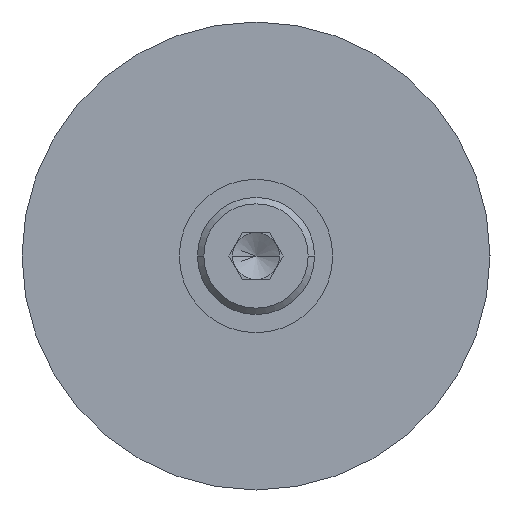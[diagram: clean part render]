
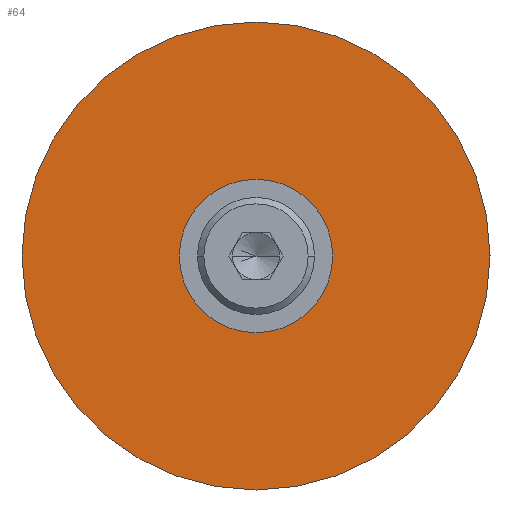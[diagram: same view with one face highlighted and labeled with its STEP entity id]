
A CAD part, left-side view. The second image highlights one B-rep face of the part: STEP entity #64.
In plain terms, the highlighted planar face has unit normal (-1, 0, 0).
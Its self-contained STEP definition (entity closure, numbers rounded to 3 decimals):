
#64=ADVANCED_FACE('',(#117,#118),#119,.T.);
#117=FACE_OUTER_BOUND('',#189,.T.);
#118=FACE_BOUND('',#190,.T.);
#119=PLANE('',#191);
#189=EDGE_LOOP('',(#353,#354));
#190=EDGE_LOOP('',(#355,#356));
#191=AXIS2_PLACEMENT_3D('',#357,#358,#359);
#353=ORIENTED_EDGE('',*,*,#488,.F.);
#354=ORIENTED_EDGE('',*,*,#515,.F.);
#355=ORIENTED_EDGE('',*,*,#493,.T.);
#356=ORIENTED_EDGE('',*,*,#513,.T.);
#357=CARTESIAN_POINT('',(-19.2,13.275,0.0));
#358=DIRECTION('',(-1.0,-0.0,0.0));
#359=DIRECTION('',(0.0,-1.0,-0.0));
#488=EDGE_CURVE('',#580,#582,#583,.T.);
#493=EDGE_CURVE('',#586,#590,#592,.T.);
#513=EDGE_CURVE('',#590,#586,#624,.T.);
#515=EDGE_CURVE('',#582,#580,#626,.T.);
#580=VERTEX_POINT('',#707);
#582=VERTEX_POINT('',#710);
#583=CIRCLE('',#711,20.0);
#586=VERTEX_POINT('',#715);
#590=VERTEX_POINT('',#720);
#592=CIRCLE('',#723,6.55);
#624=CIRCLE('',#773,6.55);
#626=CIRCLE('',#775,20.0);
#707=CARTESIAN_POINT('',(-19.2,20.0,0.0));
#710=CARTESIAN_POINT('',(-19.2,-20.0,0.));
#711=AXIS2_PLACEMENT_3D('',#840,#841,#842);
#715=CARTESIAN_POINT('',(-19.2,6.55,0.0));
#720=CARTESIAN_POINT('',(-19.2,-6.55,0.));
#723=AXIS2_PLACEMENT_3D('',#849,#850,#851);
#773=AXIS2_PLACEMENT_3D('',#873,#874,#875);
#775=AXIS2_PLACEMENT_3D('',#879,#880,#881);
#840=CARTESIAN_POINT('',(-19.2,0.0,0.0));
#841=DIRECTION('',(1.0,0.0,0.0));
#842=DIRECTION('',(0.0,1.0,0.0));
#849=CARTESIAN_POINT('',(-19.2,0.0,0.0));
#850=DIRECTION('',(1.0,0.0,0.0));
#851=DIRECTION('',(0.0,1.0,0.0));
#873=CARTESIAN_POINT('',(-19.2,0.0,0.0));
#874=DIRECTION('',(1.0,0.0,0.0));
#875=DIRECTION('',(0.0,1.0,0.0));
#879=CARTESIAN_POINT('',(-19.2,0.0,0.0));
#880=DIRECTION('',(1.0,0.0,0.0));
#881=DIRECTION('',(0.0,1.0,0.0));
